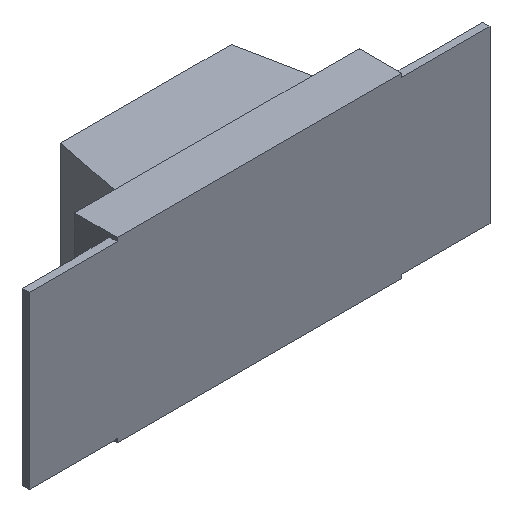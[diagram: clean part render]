
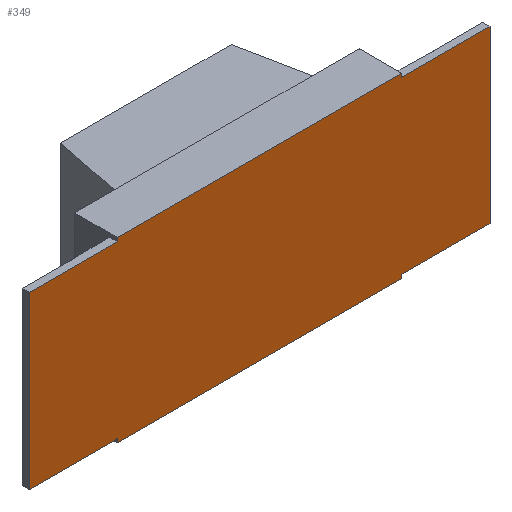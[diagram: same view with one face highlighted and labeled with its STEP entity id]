
A CAD part, isometric view. The second image highlights one B-rep face of the part: STEP entity #349.
In plain terms, the highlighted planar face has unit normal (0, -1, 0).
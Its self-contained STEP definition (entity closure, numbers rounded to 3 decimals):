
#10 = ORIENTED_EDGE ( 'NONE', *, *, #911, .F. ) ;
#17 = LINE ( 'NONE', #952, #814 ) ;
#28 = CARTESIAN_POINT ( 'NONE',  ( 1.62, 0., 0.6 ) ) ;
#33 = DIRECTION ( 'NONE',  ( 0., 1., 0. ) ) ;
#36 = VECTOR ( 'NONE', #604, 1000. ) ;
#53 = ORIENTED_EDGE ( 'NONE', *, *, #269, .F. ) ;
#60 = CARTESIAN_POINT ( 'NONE',  ( 1., 0., -0.625 ) ) ;
#61 = DIRECTION ( 'NONE',  ( 0., 0., 1. ) ) ;
#77 = CARTESIAN_POINT ( 'NONE',  ( -1., 0., 0.25 ) ) ;
#88 = VECTOR ( 'NONE', #594, 1000. ) ;
#98 = VERTEX_POINT ( 'NONE', #665 ) ;
#126 = VERTEX_POINT ( 'NONE', #643 ) ;
#131 = EDGE_CURVE ( 'NONE', #126, #98, #388, .T. ) ;
#142 = DIRECTION ( 'NONE',  ( 1., 0., 0. ) ) ;
#150 = VECTOR ( 'NONE', #370, 1000. ) ;
#157 = CARTESIAN_POINT ( 'NONE',  ( -1., 0., -0.6 ) ) ;
#158 = VECTOR ( 'NONE', #769, 1000. ) ;
#184 = VECTOR ( 'NONE', #507, 1000. ) ;
#192 = CARTESIAN_POINT ( 'NONE',  ( -1.62, 0., -0.6 ) ) ;
#202 = PLANE ( 'NONE',  #280 ) ;
#214 = FACE_OUTER_BOUND ( 'NONE', #1132, .T. ) ;
#220 = LINE ( 'NONE', #970, #1006 ) ;
#253 = VECTOR ( 'NONE', #142, 1000. ) ;
#261 = ORIENTED_EDGE ( 'NONE', *, *, #361, .F. ) ;
#263 = ORIENTED_EDGE ( 'NONE', *, *, #517, .F. ) ;
#269 = EDGE_CURVE ( 'NONE', #902, #1141, #915, .T. ) ;
#270 = CARTESIAN_POINT ( 'NONE',  ( 1.62, 0., -0.6 ) ) ;
#280 = AXIS2_PLACEMENT_3D ( 'NONE', #1029, #33, #919 ) ;
#290 = LINE ( 'NONE', #536, #253 ) ;
#297 = ORIENTED_EDGE ( 'NONE', *, *, #1125, .T. ) ;
#315 = CARTESIAN_POINT ( 'NONE',  ( -1., 0., 0.6 ) ) ;
#327 = DIRECTION ( 'NONE',  ( 0., 0., 1. ) ) ;
#331 = VERTEX_POINT ( 'NONE', #599 ) ;
#345 = DIRECTION ( 'NONE',  ( 1., 0., 0. ) ) ;
#349 = ADVANCED_FACE ( 'NONE', ( #214 ), #202, .F. ) ;
#357 = ORIENTED_EDGE ( 'NONE', *, *, #131, .F. ) ;
#361 = EDGE_CURVE ( 'NONE', #559, #1104, #726, .T. ) ;
#370 = DIRECTION ( 'NONE',  ( -1., 0., 0. ) ) ;
#388 = LINE ( 'NONE', #472, #150 ) ;
#428 = VECTOR ( 'NONE', #1144, 1000. ) ;
#443 = EDGE_CURVE ( 'NONE', #98, #902, #900, .T. ) ;
#472 = CARTESIAN_POINT ( 'NONE',  ( -1., 0., -0.625 ) ) ;
#492 = DIRECTION ( 'NONE',  ( -1., 0., 0. ) ) ;
#495 = ORIENTED_EDGE ( 'NONE', *, *, #964, .F. ) ;
#505 = EDGE_CURVE ( 'NONE', #905, #511, #17, .T. ) ;
#507 = DIRECTION ( 'NONE',  ( 1., 0., 0. ) ) ;
#511 = VERTEX_POINT ( 'NONE', #1056 ) ;
#517 = EDGE_CURVE ( 'NONE', #1141, #559, #786, .T. ) ;
#536 = CARTESIAN_POINT ( 'NONE',  ( 1.62, 0., -0.6 ) ) ;
#549 = VECTOR ( 'NONE', #61, 1000. ) ;
#559 = VERTEX_POINT ( 'NONE', #655 ) ;
#564 = CARTESIAN_POINT ( 'NONE',  ( 1., 0., 0.625 ) ) ;
#577 = VERTEX_POINT ( 'NONE', #631 ) ;
#591 = ORIENTED_EDGE ( 'NONE', *, *, #505, .T. ) ;
#594 = DIRECTION ( 'NONE',  ( -1., 0., 0. ) ) ;
#599 = CARTESIAN_POINT ( 'NONE',  ( -1., 0., 0.625 ) ) ;
#604 = DIRECTION ( 'NONE',  ( 0., 0., 1. ) ) ;
#609 = LINE ( 'NONE', #28, #88 ) ;
#624 = VERTEX_POINT ( 'NONE', #564 ) ;
#627 = LINE ( 'NONE', #668, #158 ) ;
#631 = CARTESIAN_POINT ( 'NONE',  ( 1., 0., -0.6 ) ) ;
#635 = VECTOR ( 'NONE', #492, 1000. ) ;
#643 = CARTESIAN_POINT ( 'NONE',  ( 1., 0., -0.625 ) ) ;
#655 = CARTESIAN_POINT ( 'NONE',  ( -1.62, 0., 0.6 ) ) ;
#665 = CARTESIAN_POINT ( 'NONE',  ( -1., 0., -0.625 ) ) ;
#668 = CARTESIAN_POINT ( 'NONE',  ( 1., 0., 0.25 ) ) ;
#669 = CARTESIAN_POINT ( 'NONE',  ( 1., 0., 0.6 ) ) ;
#701 = VERTEX_POINT ( 'NONE', #669 ) ;
#725 = EDGE_CURVE ( 'NONE', #577, #905, #290, .T. ) ;
#726 = LINE ( 'NONE', #936, #184 ) ;
#769 = DIRECTION ( 'NONE',  ( 0., 0., -1. ) ) ;
#786 = LINE ( 'NONE', #831, #428 ) ;
#814 = VECTOR ( 'NONE', #327, 1000. ) ;
#831 = CARTESIAN_POINT ( 'NONE',  ( -1.62, 0., -0.6 ) ) ;
#850 = DIRECTION ( 'NONE',  ( 0., 0., -1. ) ) ;
#875 = VECTOR ( 'NONE', #850, 1000. ) ;
#889 = ORIENTED_EDGE ( 'NONE', *, *, #904, .F. ) ;
#900 = LINE ( 'NONE', #1041, #36 ) ;
#902 = VERTEX_POINT ( 'NONE', #157 ) ;
#904 = EDGE_CURVE ( 'NONE', #624, #701, #627, .T. ) ;
#905 = VERTEX_POINT ( 'NONE', #270 ) ;
#911 = EDGE_CURVE ( 'NONE', #1104, #331, #1238, .T. ) ;
#915 = LINE ( 'NONE', #192, #635 ) ;
#919 = DIRECTION ( 'NONE',  ( 0., 0., 1. ) ) ;
#936 = CARTESIAN_POINT ( 'NONE',  ( -1.62, 0., 0.6 ) ) ;
#952 = CARTESIAN_POINT ( 'NONE',  ( 1.62, 0., -0.6 ) ) ;
#964 = EDGE_CURVE ( 'NONE', #331, #624, #220, .T. ) ;
#969 = ORIENTED_EDGE ( 'NONE', *, *, #725, .T. ) ;
#970 = CARTESIAN_POINT ( 'NONE',  ( -1., 0., 0.625 ) ) ;
#1006 = VECTOR ( 'NONE', #345, 1000. ) ;
#1017 = ORIENTED_EDGE ( 'NONE', *, *, #443, .F. ) ;
#1029 = CARTESIAN_POINT ( 'NONE',  ( -1., 0., 0. ) ) ;
#1041 = CARTESIAN_POINT ( 'NONE',  ( -1., 0., -0.625 ) ) ;
#1056 = CARTESIAN_POINT ( 'NONE',  ( 1.62, 0., 0.6 ) ) ;
#1104 = VERTEX_POINT ( 'NONE', #315 ) ;
#1117 = ORIENTED_EDGE ( 'NONE', *, *, #1296, .F. ) ;
#1125 = EDGE_CURVE ( 'NONE', #511, #701, #609, .T. ) ;
#1132 = EDGE_LOOP ( 'NONE', ( #1117, #969, #591, #297, #889, #495, #10, #261, #263, #53, #1017, #357 ) ) ;
#1141 = VERTEX_POINT ( 'NONE', #1218 ) ;
#1144 = DIRECTION ( 'NONE',  ( 0., 0., 1. ) ) ;
#1146 = LINE ( 'NONE', #60, #875 ) ;
#1218 = CARTESIAN_POINT ( 'NONE',  ( -1.62, 0., -0.6 ) ) ;
#1238 = LINE ( 'NONE', #77, #549 ) ;
#1296 = EDGE_CURVE ( 'NONE', #577, #126, #1146, .T. ) ;
